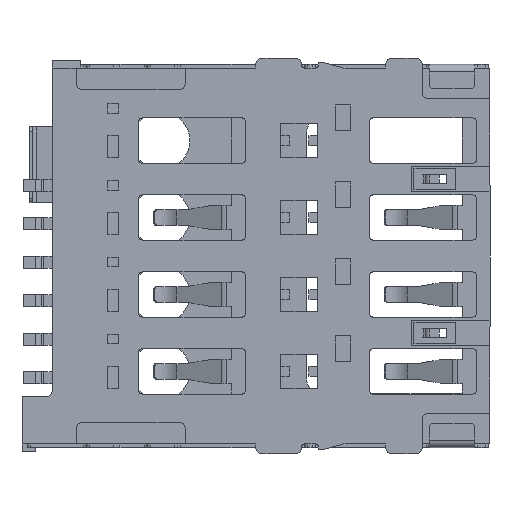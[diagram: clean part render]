
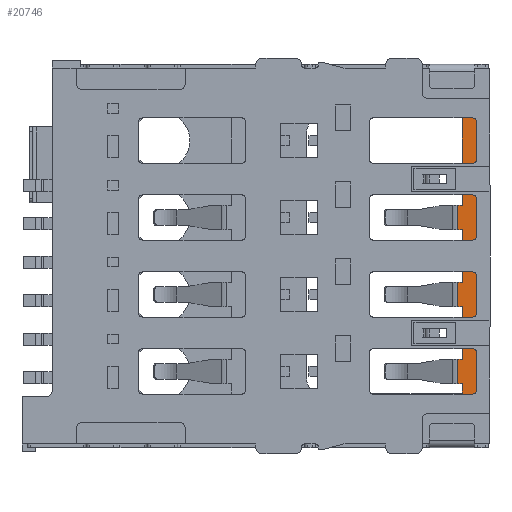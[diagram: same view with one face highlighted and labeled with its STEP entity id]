
A CAD part, front view. The second image highlights one B-rep face of the part: STEP entity #20746.
In plain terms, the highlighted planar face has unit normal (0, -1, 0).
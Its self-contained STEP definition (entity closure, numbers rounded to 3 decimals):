
#6 = CARTESIAN_POINT ( 'NONE',  ( 6.776, 0.14, -4.21 ) ) ;
#112 = CARTESIAN_POINT ( 'NONE',  ( 6.776, 0.14, -4.21 ) ) ;
#638 = VERTEX_POINT ( 'NONE', #13569 ) ;
#730 = EDGE_CURVE ( 'NONE', #21462, #11419, #16113, .T. ) ;
#846 = DIRECTION ( 'NONE',  ( 0., 0., 1. ) ) ;
#1946 = LINE ( 'NONE', #31858, #19978 ) ;
#2442 = CARTESIAN_POINT ( 'NONE',  ( 7.249, 0.14, 4.41 ) ) ;
#3251 = DIRECTION ( 'NONE',  ( 0., 0., 1. ) ) ;
#3281 = VERTEX_POINT ( 'NONE', #13670 ) ;
#3481 = DIRECTION ( 'NONE',  ( 0., 0., -1. ) ) ;
#3697 = EDGE_CURVE ( 'NONE', #27766, #36599, #27845, .T. ) ;
#3890 = ORIENTED_EDGE ( 'NONE', *, *, #35246, .F. ) ;
#3998 = EDGE_CURVE ( 'NONE', #8501, #18587, #29609, .T. ) ;
#4544 = ORIENTED_EDGE ( 'NONE', *, *, #25604, .F. ) ;
#4555 = DIRECTION ( 'NONE',  ( 0., 0., 1. ) ) ;
#4904 = CARTESIAN_POINT ( 'NONE',  ( 7.099, 0.14, 4.41 ) ) ;
#5581 = LINE ( 'NONE', #21699, #24992 ) ;
#5597 = ORIENTED_EDGE ( 'NONE', *, *, #20701, .F. ) ;
#5663 = CARTESIAN_POINT ( 'NONE',  ( 6.626, 0.14, -0.87 ) ) ;
#6115 = VECTOR ( 'NONE', #19280, 1000. ) ;
#6210 = EDGE_CURVE ( 'NONE', #31511, #28837, #16312, .T. ) ;
#6304 = EDGE_CURVE ( 'NONE', #14666, #25895, #19895, .T. ) ;
#6492 = CARTESIAN_POINT ( 'NONE',  ( 7.249, 0.14, -3.21 ) ) ;
#7657 = EDGE_CURVE ( 'NONE', #28837, #27766, #8527, .T. ) ;
#7674 = DIRECTION ( 'NONE',  ( 0., 0., 1. ) ) ;
#7922 = VECTOR ( 'NONE', #28014, 1000. ) ;
#7986 = CARTESIAN_POINT ( 'NONE',  ( 6.626, 0.14, -3.41 ) ) ;
#8111 = VERTEX_POINT ( 'NONE', #14234 ) ;
#8403 = ORIENTED_EDGE ( 'NONE', *, *, #9172, .F. ) ;
#8468 = EDGE_CURVE ( 'NONE', #638, #32986, #9360, .T. ) ;
#8501 = VERTEX_POINT ( 'NONE', #28100 ) ;
#8527 = LINE ( 'NONE', #17736, #31129 ) ;
#9086 = CARTESIAN_POINT ( 'NONE',  ( 6.626, 0.14, -1.67 ) ) ;
#9172 = EDGE_CURVE ( 'NONE', #36599, #3281, #17463, .T. ) ;
#9360 = CIRCLE ( 'NONE', #36264, 0.15 ) ;
#9462 = AXIS2_PLACEMENT_3D ( 'NONE', #4904, #34474, #10594 ) ;
#9557 = DIRECTION ( 'NONE',  ( 1., 0., 0. ) ) ;
#9685 = CARTESIAN_POINT ( 'NONE',  ( 6.776, 0.14, -1.67 ) ) ;
#9867 = CARTESIAN_POINT ( 'NONE',  ( 6.776, 0.14, 3.06 ) ) ;
#10594 = DIRECTION ( 'NONE',  ( 0., 0., 1. ) ) ;
#10937 = VECTOR ( 'NONE', #4555, 1000. ) ;
#11072 = DIRECTION ( 'NONE',  ( 0., 0., 1. ) ) ;
#11419 = VERTEX_POINT ( 'NONE', #14625 ) ;
#12029 = ORIENTED_EDGE ( 'NONE', *, *, #14022, .F. ) ;
#12432 = LINE ( 'NONE', #5663, #25030 ) ;
#12451 = EDGE_LOOP ( 'NONE', ( #20131, #14757, #12029, #19259, #22663, #22305, #17278, #3890, #25092, #21727, #12801, #31410, #14560, #5597, #16925, #4544, #8403, #32306 ) ) ;
#12471 = DIRECTION ( 'NONE',  ( -1., 0., 0. ) ) ;
#12589 = EDGE_CURVE ( 'NONE', #25137, #8501, #23735, .T. ) ;
#12801 = ORIENTED_EDGE ( 'NONE', *, *, #13527, .F. ) ;
#13527 = EDGE_CURVE ( 'NONE', #11419, #25137, #21416, .T. ) ;
#13569 = CARTESIAN_POINT ( 'NONE',  ( 7.249, 0.14, -4.41 ) ) ;
#13670 = CARTESIAN_POINT ( 'NONE',  ( 6.776, 0.14, -3.41 ) ) ;
#13725 = VECTOR ( 'NONE', #34939, 1000. ) ;
#13873 = CARTESIAN_POINT ( 'NONE',  ( 6.776, 0.14, -4.56 ) ) ;
#13883 = CARTESIAN_POINT ( 'NONE',  ( 6.626, 0.14, 1.67 ) ) ;
#14022 = EDGE_CURVE ( 'NONE', #32986, #31511, #1946, .T. ) ;
#14234 = CARTESIAN_POINT ( 'NONE',  ( 6.626, 0.14, -0.87 ) ) ;
#14315 = VECTOR ( 'NONE', #27166, 1000. ) ;
#14560 = ORIENTED_EDGE ( 'NONE', *, *, #18200, .F. ) ;
#14596 = CARTESIAN_POINT ( 'NONE',  ( 7.099, 0.14, 4.41 ) ) ;
#14625 = CARTESIAN_POINT ( 'NONE',  ( 6.776, 0.14, 0.87 ) ) ;
#14666 = VERTEX_POINT ( 'NONE', #17877 ) ;
#14755 = AXIS2_PLACEMENT_3D ( 'NONE', #14596, #26125, #28751 ) ;
#14757 = ORIENTED_EDGE ( 'NONE', *, *, #6210, .F. ) ;
#15101 = CARTESIAN_POINT ( 'NONE',  ( 7.099, 0.14, 4.56 ) ) ;
#15483 = VERTEX_POINT ( 'NONE', #9685 ) ;
#16113 = LINE ( 'NONE', #20627, #36953 ) ;
#16259 = CARTESIAN_POINT ( 'NONE',  ( 6.626, 0.14, -4.21 ) ) ;
#16312 = LINE ( 'NONE', #112, #23589 ) ;
#16925 = ORIENTED_EDGE ( 'NONE', *, *, #27078, .F. ) ;
#17278 = ORIENTED_EDGE ( 'NONE', *, *, #6304, .F. ) ;
#17463 = LINE ( 'NONE', #22513, #23367 ) ;
#17736 = CARTESIAN_POINT ( 'NONE',  ( 6.776, 0.14, -4.21 ) ) ;
#17877 = CARTESIAN_POINT ( 'NONE',  ( 6.776, 0.14, 4.56 ) ) ;
#18200 = EDGE_CURVE ( 'NONE', #8111, #21462, #5581, .T. ) ;
#18337 = VECTOR ( 'NONE', #29243, 1000. ) ;
#18587 = VERTEX_POINT ( 'NONE', #35444 ) ;
#19120 = DIRECTION ( 'NONE',  ( 1., 0., 0. ) ) ;
#19195 = CARTESIAN_POINT ( 'NONE',  ( 6.626, 0.14, -1.67 ) ) ;
#19259 = ORIENTED_EDGE ( 'NONE', *, *, #8468, .F. ) ;
#19280 = DIRECTION ( 'NONE',  ( 0., 0., 1. ) ) ;
#19358 = VERTEX_POINT ( 'NONE', #2442 ) ;
#19895 = LINE ( 'NONE', #26850, #26276 ) ;
#19978 = VECTOR ( 'NONE', #28788, 1000. ) ;
#20115 = VECTOR ( 'NONE', #23974, 1000. ) ;
#20131 = ORIENTED_EDGE ( 'NONE', *, *, #7657, .F. ) ;
#20627 = CARTESIAN_POINT ( 'NONE',  ( 6.776, 0.14, 0.87 ) ) ;
#20701 = EDGE_CURVE ( 'NONE', #34866, #8111, #12432, .T. ) ;
#20746 = ADVANCED_FACE ( 'NONE', ( #34514 ), #28737, .F. ) ;
#21416 = LINE ( 'NONE', #29703, #13725 ) ;
#21462 = VERTEX_POINT ( 'NONE', #31625 ) ;
#21699 = CARTESIAN_POINT ( 'NONE',  ( 6.776, 0.14, -0.87 ) ) ;
#21727 = ORIENTED_EDGE ( 'NONE', *, *, #12589, .F. ) ;
#22025 = LINE ( 'NONE', #9867, #14315 ) ;
#22305 = ORIENTED_EDGE ( 'NONE', *, *, #28762, .F. ) ;
#22336 = LINE ( 'NONE', #6492, #25050 ) ;
#22513 = CARTESIAN_POINT ( 'NONE',  ( 6.776, 0.14, -3.41 ) ) ;
#22663 = ORIENTED_EDGE ( 'NONE', *, *, #36356, .F. ) ;
#22939 = LINE ( 'NONE', #9086, #18337 ) ;
#23367 = VECTOR ( 'NONE', #25931, 1000. ) ;
#23589 = VECTOR ( 'NONE', #3251, 1000. ) ;
#23735 = LINE ( 'NONE', #13883, #6115 ) ;
#23802 = CARTESIAN_POINT ( 'NONE',  ( 6.626, 0.14, -4.21 ) ) ;
#23974 = DIRECTION ( 'NONE',  ( 1., 0., 0. ) ) ;
#24992 = VECTOR ( 'NONE', #19120, 1000. ) ;
#25030 = VECTOR ( 'NONE', #7674, 1000. ) ;
#25050 = VECTOR ( 'NONE', #3481, 1000. ) ;
#25092 = ORIENTED_EDGE ( 'NONE', *, *, #3998, .F. ) ;
#25137 = VERTEX_POINT ( 'NONE', #30980 ) ;
#25604 = EDGE_CURVE ( 'NONE', #3281, #15483, #35333, .T. ) ;
#25895 = VERTEX_POINT ( 'NONE', #15101 ) ;
#25931 = DIRECTION ( 'NONE',  ( 1., 0., 0. ) ) ;
#26125 = DIRECTION ( 'NONE',  ( 0., 1., 0. ) ) ;
#26276 = VECTOR ( 'NONE', #9557, 1000. ) ;
#26391 = CIRCLE ( 'NONE', #14755, 0.15 ) ;
#26850 = CARTESIAN_POINT ( 'NONE',  ( 6.776, 0.14, 4.56 ) ) ;
#27078 = EDGE_CURVE ( 'NONE', #15483, #34866, #22939, .T. ) ;
#27166 = DIRECTION ( 'NONE',  ( 0., 0., 1. ) ) ;
#27458 = CARTESIAN_POINT ( 'NONE',  ( 7.099, 0.14, -4.56 ) ) ;
#27766 = VERTEX_POINT ( 'NONE', #23802 ) ;
#27845 = LINE ( 'NONE', #16259, #7922 ) ;
#28014 = DIRECTION ( 'NONE',  ( 0., 0., 1. ) ) ;
#28100 = CARTESIAN_POINT ( 'NONE',  ( 6.626, 0.14, 1.67 ) ) ;
#28737 = PLANE ( 'NONE',  #9462 ) ;
#28751 = DIRECTION ( 'NONE',  ( 0., 0., 1. ) ) ;
#28762 = EDGE_CURVE ( 'NONE', #25895, #19358, #26391, .T. ) ;
#28788 = DIRECTION ( 'NONE',  ( -1., 0., 0. ) ) ;
#28837 = VERTEX_POINT ( 'NONE', #6 ) ;
#29243 = DIRECTION ( 'NONE',  ( -1., 0., 0. ) ) ;
#29609 = LINE ( 'NONE', #32197, #20115 ) ;
#29703 = CARTESIAN_POINT ( 'NONE',  ( 6.626, 0.14, 0.87 ) ) ;
#30980 = CARTESIAN_POINT ( 'NONE',  ( 6.626, 0.14, 0.87 ) ) ;
#31129 = VECTOR ( 'NONE', #12471, 1000. ) ;
#31410 = ORIENTED_EDGE ( 'NONE', *, *, #730, .F. ) ;
#31511 = VERTEX_POINT ( 'NONE', #13873 ) ;
#31625 = CARTESIAN_POINT ( 'NONE',  ( 6.776, 0.14, -0.87 ) ) ;
#31858 = CARTESIAN_POINT ( 'NONE',  ( 7.099, 0.14, -4.56 ) ) ;
#32197 = CARTESIAN_POINT ( 'NONE',  ( 6.776, 0.14, 1.67 ) ) ;
#32306 = ORIENTED_EDGE ( 'NONE', *, *, #3697, .F. ) ;
#32986 = VERTEX_POINT ( 'NONE', #27458 ) ;
#33808 = DIRECTION ( 'NONE',  ( 0., 1., 0. ) ) ;
#34474 = DIRECTION ( 'NONE',  ( 0., 1., 0. ) ) ;
#34514 = FACE_OUTER_BOUND ( 'NONE', #12451, .T. ) ;
#34866 = VERTEX_POINT ( 'NONE', #19195 ) ;
#34939 = DIRECTION ( 'NONE',  ( -1., 0., 0. ) ) ;
#35246 = EDGE_CURVE ( 'NONE', #18587, #14666, #22025, .T. ) ;
#35333 = LINE ( 'NONE', #36272, #10937 ) ;
#35444 = CARTESIAN_POINT ( 'NONE',  ( 6.776, 0.14, 1.67 ) ) ;
#36264 = AXIS2_PLACEMENT_3D ( 'NONE', #36990, #33808, #11072 ) ;
#36272 = CARTESIAN_POINT ( 'NONE',  ( 6.776, 0.14, -1.67 ) ) ;
#36356 = EDGE_CURVE ( 'NONE', #19358, #638, #22336, .T. ) ;
#36599 = VERTEX_POINT ( 'NONE', #7986 ) ;
#36953 = VECTOR ( 'NONE', #846, 1000. ) ;
#36990 = CARTESIAN_POINT ( 'NONE',  ( 7.099, 0.14, -4.41 ) ) ;
